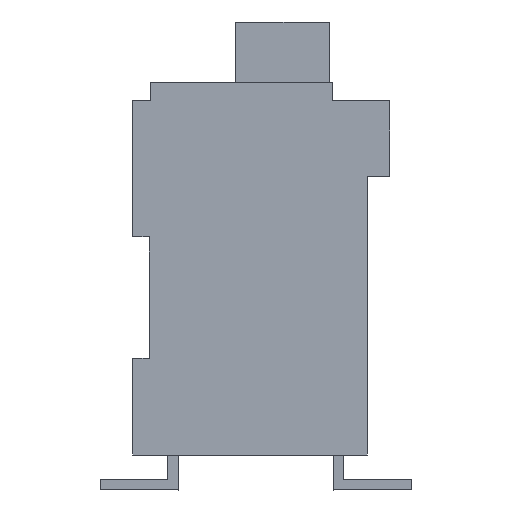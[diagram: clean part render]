
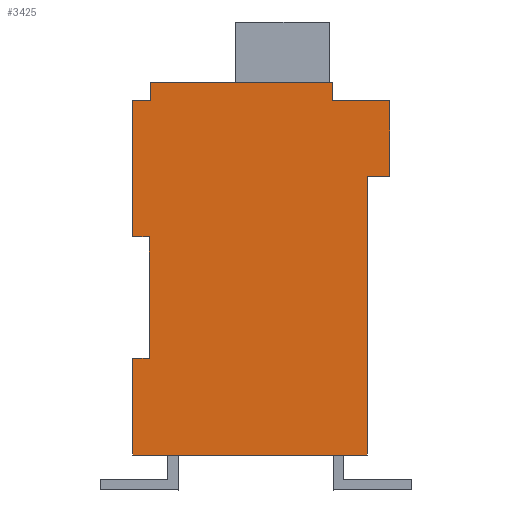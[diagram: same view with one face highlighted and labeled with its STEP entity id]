
A CAD part, left-side view. The second image highlights one B-rep face of the part: STEP entity #3425.
In plain terms, the highlighted planar face has unit normal (-1, 0, 0).
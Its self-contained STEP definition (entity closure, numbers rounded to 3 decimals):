
#3362=AXIS2_PLACEMENT_3D('Plane Axis2P3D',#3359,#3360,#3361) ;
#640=CARTESIAN_POINT('Vertex',(0.,9.225,8.356)) ;
#643=CARTESIAN_POINT('Line Origine',(0.,9.225,10.606)) ;
#647=CARTESIAN_POINT('Vertex',(0.,9.225,12.856)) ;
#809=CARTESIAN_POINT('Line Origine',(0.,8.925,12.856)) ;
#813=CARTESIAN_POINT('Vertex',(0.,8.625,12.856)) ;
#876=CARTESIAN_POINT('Vertex',(0.,2.625,12.856)) ;
#879=CARTESIAN_POINT('Line Origine',(0.,1.675,12.856)) ;
#883=CARTESIAN_POINT('Vertex',(0.,0.725,12.856)) ;
#1270=CARTESIAN_POINT('Line Origine',(0.,0.725,11.606)) ;
#1274=CARTESIAN_POINT('Vertex',(0.,0.725,10.356)) ;
#1295=CARTESIAN_POINT('Line Origine',(0.,1.1,10.356)) ;
#1299=CARTESIAN_POINT('Vertex',(0.,1.475,10.356)) ;
#1551=CARTESIAN_POINT('Line Origine',(0.,1.475,5.756)) ;
#1555=CARTESIAN_POINT('Vertex',(0.,1.475,1.156)) ;
#3343=CARTESIAN_POINT('Vertex',(0.,8.675,8.356)) ;
#3346=CARTESIAN_POINT('Line Origine',(0.,8.95,8.356)) ;
#3359=CARTESIAN_POINT('Axis2P3D Location',(0.,5.125,10.156)) ;
#3364=CARTESIAN_POINT('Line Origine',(0.,2.625,13.156)) ;
#3368=CARTESIAN_POINT('Vertex',(0.,2.625,13.456)) ;
#3371=CARTESIAN_POINT('Line Origine',(0.,5.625,13.456)) ;
#3375=CARTESIAN_POINT('Vertex',(0.,8.625,13.456)) ;
#3378=CARTESIAN_POINT('Line Origine',(0.,8.625,13.156)) ;
#3383=CARTESIAN_POINT('Line Origine',(0.,8.675,6.356)) ;
#3387=CARTESIAN_POINT('Vertex',(0.,8.675,4.356)) ;
#3390=CARTESIAN_POINT('Line Origine',(0.,8.95,4.356)) ;
#3394=CARTESIAN_POINT('Vertex',(0.,9.225,4.356)) ;
#3397=CARTESIAN_POINT('Line Origine',(0.,9.225,2.756)) ;
#3401=CARTESIAN_POINT('Vertex',(0.,9.225,1.156)) ;
#3404=CARTESIAN_POINT('Line Origine',(0.,5.35,1.156)) ;
#644=DIRECTION('Vector Direction',(0.,0.,1.)) ;
#810=DIRECTION('Vector Direction',(0.,-1.,0.)) ;
#880=DIRECTION('Vector Direction',(0.,-1.,0.)) ;
#1271=DIRECTION('Vector Direction',(0.,0.,-1.)) ;
#1296=DIRECTION('Vector Direction',(0.,-1.,0.)) ;
#1552=DIRECTION('Vector Direction',(0.,0.,-1.)) ;
#3347=DIRECTION('Vector Direction',(0.,-1.,0.)) ;
#3360=DIRECTION('Axis2P3D Direction',(1.,0.,0.)) ;
#3361=DIRECTION('Axis2P3D XDirection',(0.,-1.,0.)) ;
#3365=DIRECTION('Vector Direction',(0.,0.,1.)) ;
#3372=DIRECTION('Vector Direction',(0.,1.,0.)) ;
#3379=DIRECTION('Vector Direction',(0.,0.,1.)) ;
#3384=DIRECTION('Vector Direction',(0.,0.,1.)) ;
#3391=DIRECTION('Vector Direction',(0.,1.,0.)) ;
#3398=DIRECTION('Vector Direction',(0.,0.,1.)) ;
#3405=DIRECTION('Vector Direction',(0.,1.,0.)) ;
#645=VECTOR('Line Direction',#644,1.) ;
#811=VECTOR('Line Direction',#810,1.) ;
#881=VECTOR('Line Direction',#880,1.) ;
#1272=VECTOR('Line Direction',#1271,1.) ;
#1297=VECTOR('Line Direction',#1296,1.) ;
#1553=VECTOR('Line Direction',#1552,1.) ;
#3348=VECTOR('Line Direction',#3347,1.) ;
#3366=VECTOR('Line Direction',#3365,1.) ;
#3373=VECTOR('Line Direction',#3372,1.) ;
#3380=VECTOR('Line Direction',#3379,1.) ;
#3385=VECTOR('Line Direction',#3384,1.) ;
#3392=VECTOR('Line Direction',#3391,1.) ;
#3399=VECTOR('Line Direction',#3398,1.) ;
#3406=VECTOR('Line Direction',#3405,1.) ;
#3410=ORIENTED_EDGE('',*,*,#1301,.T.) ;
#3411=ORIENTED_EDGE('',*,*,#1276,.F.) ;
#3412=ORIENTED_EDGE('',*,*,#885,.F.) ;
#3413=ORIENTED_EDGE('',*,*,#3370,.T.) ;
#3414=ORIENTED_EDGE('',*,*,#3377,.T.) ;
#3415=ORIENTED_EDGE('',*,*,#3382,.F.) ;
#3416=ORIENTED_EDGE('',*,*,#815,.F.) ;
#3417=ORIENTED_EDGE('',*,*,#649,.F.) ;
#3418=ORIENTED_EDGE('',*,*,#3350,.T.) ;
#3419=ORIENTED_EDGE('',*,*,#3389,.F.) ;
#3420=ORIENTED_EDGE('',*,*,#3396,.T.) ;
#3421=ORIENTED_EDGE('',*,*,#3403,.F.) ;
#3422=ORIENTED_EDGE('',*,*,#3408,.F.) ;
#3423=ORIENTED_EDGE('',*,*,#1557,.F.) ;
#3425=ADVANCED_FACE('HOUSING',(#3424),#3363,.F.) ;
#649=EDGE_CURVE('',#641,#648,#646,.T.) ;
#815=EDGE_CURVE('',#648,#814,#812,.T.) ;
#885=EDGE_CURVE('',#877,#884,#882,.T.) ;
#1276=EDGE_CURVE('',#884,#1275,#1273,.T.) ;
#1301=EDGE_CURVE('',#1300,#1275,#1298,.T.) ;
#1557=EDGE_CURVE('',#1300,#1556,#1554,.T.) ;
#3350=EDGE_CURVE('',#641,#3344,#3349,.T.) ;
#3370=EDGE_CURVE('',#877,#3369,#3367,.T.) ;
#3377=EDGE_CURVE('',#3369,#3376,#3374,.T.) ;
#3382=EDGE_CURVE('',#814,#3376,#3381,.T.) ;
#3389=EDGE_CURVE('',#3388,#3344,#3386,.T.) ;
#3396=EDGE_CURVE('',#3388,#3395,#3393,.T.) ;
#3403=EDGE_CURVE('',#3402,#3395,#3400,.T.) ;
#3408=EDGE_CURVE('',#1556,#3402,#3407,.T.) ;
#3409=EDGE_LOOP('',(#3410,#3411,#3412,#3413,#3414,#3415,#3416,#3417,#3418,#3419,#3420,#3421,#3422,#3423)) ;
#3424=FACE_OUTER_BOUND('',#3409,.T.) ;
#646=LINE('Line',#643,#645) ;
#812=LINE('Line',#809,#811) ;
#882=LINE('Line',#879,#881) ;
#1273=LINE('Line',#1270,#1272) ;
#1298=LINE('Line',#1295,#1297) ;
#1554=LINE('Line',#1551,#1553) ;
#3349=LINE('Line',#3346,#3348) ;
#3367=LINE('Line',#3364,#3366) ;
#3374=LINE('Line',#3371,#3373) ;
#3381=LINE('Line',#3378,#3380) ;
#3386=LINE('Line',#3383,#3385) ;
#3393=LINE('Line',#3390,#3392) ;
#3400=LINE('Line',#3397,#3399) ;
#3407=LINE('Line',#3404,#3406) ;
#3363=PLANE('',#3362) ;
#641=VERTEX_POINT('',#640) ;
#648=VERTEX_POINT('',#647) ;
#814=VERTEX_POINT('',#813) ;
#877=VERTEX_POINT('',#876) ;
#884=VERTEX_POINT('',#883) ;
#1275=VERTEX_POINT('',#1274) ;
#1300=VERTEX_POINT('',#1299) ;
#1556=VERTEX_POINT('',#1555) ;
#3344=VERTEX_POINT('',#3343) ;
#3369=VERTEX_POINT('',#3368) ;
#3376=VERTEX_POINT('',#3375) ;
#3388=VERTEX_POINT('',#3387) ;
#3395=VERTEX_POINT('',#3394) ;
#3402=VERTEX_POINT('',#3401) ;
